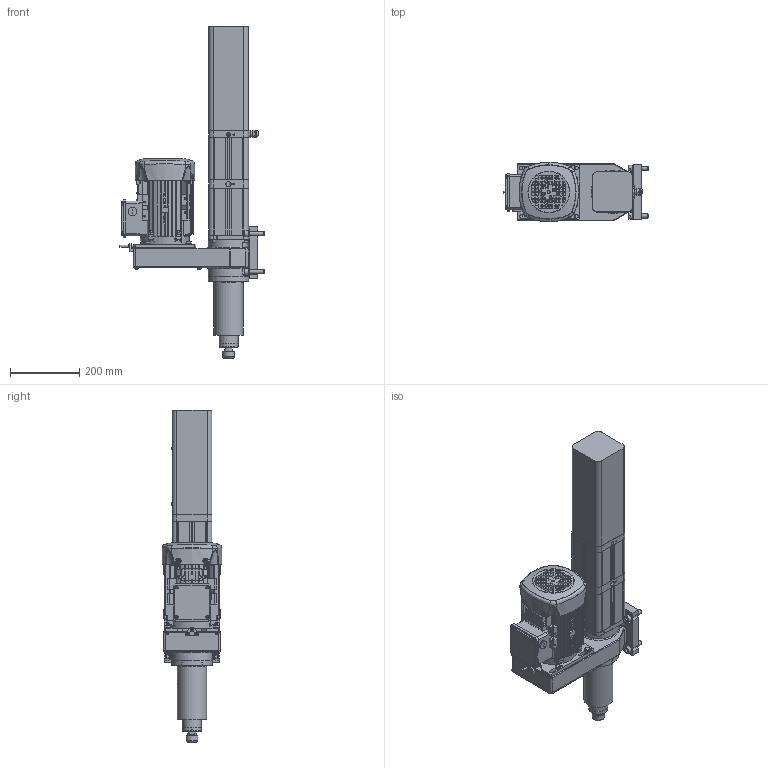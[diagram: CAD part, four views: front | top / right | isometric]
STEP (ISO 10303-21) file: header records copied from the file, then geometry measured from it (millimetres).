
FILE_DESCRIPTION(/* description */ ('Unknown'),/* implementation_level */ '2;1');
FILE_NAME(/* name */ 'CS.14',/* time_stamp */ '2024-11-20T11:52:05+01:00',/* author */ ('Unknown'),/* organization */ ('Unknown'),/* preprocessor_version */ 'ST-DEVELOPER v19.4',/* originating_system */ 'Solid Edge',/* authorisation */ 'Unknown');
FILE_SCHEMA (('AUTOMOTIVE_DESIGN {1 0 10303 214 3 1 1}'));
Products named in the file (1): CS.14
Bounding box: 417 x 172 x 958.9 mm (x, y, z)
Surface area: 1128903.1 mm2 (no closed solid volume)
Topology: 0 solids, 148 shells, 1725 faces, 7552 edges, 5648 vertices
Faces by surface type: plane 1100, cylinder 405, cone 111, torus 48, bspline 47, sphere 14
Full cylindrical faces by diameter (mm): 3 x2, 3.666 x1, 3.709 x1, 4 x2, 4.134 x1, 4.65 x12, 5.5 x12, 6 x1, 6.647 x8, 8 x20, 10 x5, 10.5 x2, 11.445 x1, 12 x9, 14.5 x6, 14.95 x1, 15.2 x1, 15.9 x1, 16 x4, 18 x4, 18.3 x4, 19 x1, 24.2 x1, 25 x3, 25.12 x1, 28 x1, 34 x1, 47.6 x1, 55 x2, 84.6 x1
Entity records: 89029 total; most frequent: CARTESIAN_POINT 20356, DIRECTION 12285, ORIENTED_EDGE 10580, EDGE_CURVE 7256, VERTEX_POINT 5583, AXIS2_PLACEMENT_3D 4140, LINE 4005, VECTOR 4005
